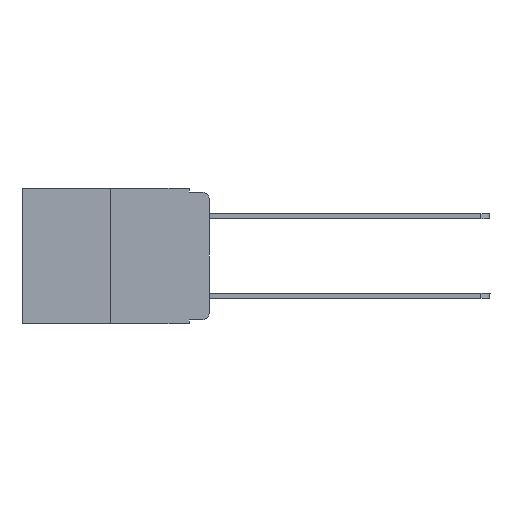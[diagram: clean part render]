
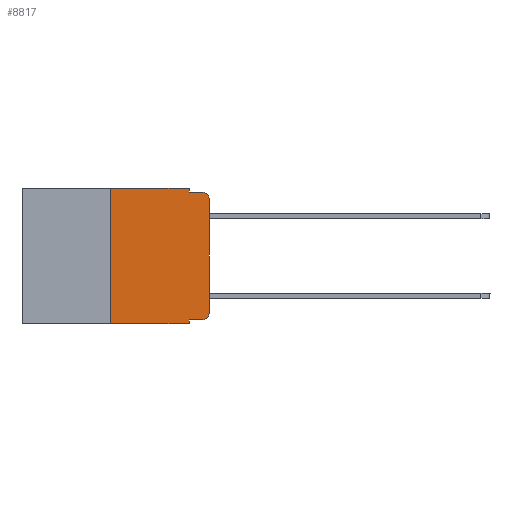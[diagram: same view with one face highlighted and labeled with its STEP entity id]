
A CAD part, left-side view. The second image highlights one B-rep face of the part: STEP entity #8817.
In plain terms, the highlighted planar face has unit normal (-1, 0, 0).
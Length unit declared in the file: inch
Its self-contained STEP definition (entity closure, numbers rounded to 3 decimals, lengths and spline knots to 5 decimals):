
#22 = ORIENTED_EDGE ( 'NONE', *, *, #923, .F. ) ;
#143 = EDGE_CURVE ( 'NONE', #5437, #5293, #2162, .T. ) ;
#379 = ORIENTED_EDGE ( 'NONE', *, *, #143, .F. ) ;
#388 = LINE ( 'NONE', #8852, #10865 ) ;
#816 = CARTESIAN_POINT ( 'NONE',  ( 0., 0.051, 0. ) ) ;
#923 = EDGE_CURVE ( 'NONE', #5293, #10051, #2863, .T. ) ;
#944 = EDGE_CURVE ( 'NONE', #3857, #6931, #8548, .T. ) ;
#963 = EDGE_CURVE ( 'NONE', #3857, #9078, #388, .T. ) ;
#1064 = CARTESIAN_POINT ( 'NONE',  ( 0., 0.02, -0.03 ) ) ;
#1104 = DIRECTION ( 'NONE',  ( 0., 0., -1. ) ) ;
#1179 = DIRECTION ( 'NONE',  ( -1., 0., 0. ) ) ;
#1362 = EDGE_CURVE ( 'NONE', #8019, #3232, #3626, .T. ) ;
#1825 = VECTOR ( 'NONE', #8820, 39.37008 ) ;
#1901 = DIRECTION ( 'NONE',  ( 0., -1., 0. ) ) ;
#1974 = DIRECTION ( 'NONE',  ( 0., -1., 0. ) ) ;
#2036 = CARTESIAN_POINT ( 'NONE',  ( 0., 0.02, -0.01 ) ) ;
#2046 = DIRECTION ( 'NONE',  ( 0., 0., -1. ) ) ;
#2087 = CARTESIAN_POINT ( 'NONE',  ( 0., 0.051, -0.01 ) ) ;
#2154 = DIRECTION ( 'NONE',  ( 0., 0., -1. ) ) ;
#2162 = LINE ( 'NONE', #816, #8265 ) ;
#2188 = DIRECTION ( 'NONE',  ( 0., 0., 1. ) ) ;
#2276 = CARTESIAN_POINT ( 'NONE',  ( 0., 0.473, -0.343 ) ) ;
#2306 = VERTEX_POINT ( 'NONE', #2742 ) ;
#2742 = CARTESIAN_POINT ( 'NONE',  ( 0., 0., -0.03 ) ) ;
#2855 = CARTESIAN_POINT ( 'NONE',  ( 0., 0.25, -0.343 ) ) ;
#2863 = LINE ( 'NONE', #5000, #1825 ) ;
#2967 = VERTEX_POINT ( 'NONE', #10439 ) ;
#3232 = VERTEX_POINT ( 'NONE', #11460 ) ;
#3340 = VECTOR ( 'NONE', #9815, 39.37008 ) ;
#3616 = DIRECTION ( 'NONE',  ( 0., 0., -1. ) ) ;
#3626 = CIRCLE ( 'NONE', #6022, 0.02 ) ;
#3663 = CARTESIAN_POINT ( 'NONE',  ( 0., 0.02, -0.333 ) ) ;
#3857 = VERTEX_POINT ( 'NONE', #2855 ) ;
#3860 = VECTOR ( 'NONE', #1901, 39.37008 ) ;
#4499 = ORIENTED_EDGE ( 'NONE', *, *, #10024, .T. ) ;
#4586 = LINE ( 'NONE', #10453, #3860 ) ;
#4889 = DIRECTION ( 'NONE',  ( -1., 0., 0. ) ) ;
#4976 = ORIENTED_EDGE ( 'NONE', *, *, #9222, .F. ) ;
#5000 = CARTESIAN_POINT ( 'NONE',  ( 0., 0.051, -0.01 ) ) ;
#5179 = CARTESIAN_POINT ( 'NONE',  ( 0., 0.051, 0. ) ) ;
#5244 = AXIS2_PLACEMENT_3D ( 'NONE', #1064, #4889, #2046 ) ;
#5293 = VERTEX_POINT ( 'NONE', #2087 ) ;
#5437 = VERTEX_POINT ( 'NONE', #5179 ) ;
#5755 = LINE ( 'NONE', #8392, #6930 ) ;
#5763 = EDGE_CURVE ( 'NONE', #2967, #6931, #5755, .T. ) ;
#5943 = DIRECTION ( 'NONE',  ( 0., -1., 0. ) ) ;
#6022 = AXIS2_PLACEMENT_3D ( 'NONE', #7873, #1179, #2154 ) ;
#6116 = ORIENTED_EDGE ( 'NONE', *, *, #8731, .T. ) ;
#6291 = ORIENTED_EDGE ( 'NONE', *, *, #963, .F. ) ;
#6394 = LINE ( 'NONE', #8881, #3340 ) ;
#6441 = ORIENTED_EDGE ( 'NONE', *, *, #5763, .F. ) ;
#6645 = ORIENTED_EDGE ( 'NONE', *, *, #944, .T. ) ;
#6658 = CARTESIAN_POINT ( 'NONE',  ( 0., 0.473, 0. ) ) ;
#6817 = DIRECTION ( 'NONE',  ( 1., 0., 0. ) ) ;
#6930 = VECTOR ( 'NONE', #7414, 39.37008 ) ;
#6931 = VERTEX_POINT ( 'NONE', #9736 ) ;
#7253 = LINE ( 'NONE', #7569, #9862 ) ;
#7414 = DIRECTION ( 'NONE',  ( 0., 0., -1. ) ) ;
#7569 = CARTESIAN_POINT ( 'NONE',  ( 0., 0.473, 0. ) ) ;
#7575 = CIRCLE ( 'NONE', #5244, 0.02 ) ;
#7723 = PLANE ( 'NONE',  #8911 ) ;
#7873 = CARTESIAN_POINT ( 'NONE',  ( 0., 0.02, -0.313 ) ) ;
#7925 = EDGE_LOOP ( 'NONE', ( #10928, #6116, #22, #379, #4976, #6291, #6645, #6441, #4499, #10808 ) ) ;
#8004 = CARTESIAN_POINT ( 'NONE',  ( 0., 0.25, 0. ) ) ;
#8019 = VERTEX_POINT ( 'NONE', #3663 ) ;
#8265 = VECTOR ( 'NONE', #3616, 39.37008 ) ;
#8392 = CARTESIAN_POINT ( 'NONE',  ( 0., 0.051, 0. ) ) ;
#8498 = EDGE_CURVE ( 'NONE', #3232, #2306, #6394, .T. ) ;
#8548 = LINE ( 'NONE', #2276, #11148 ) ;
#8731 = EDGE_CURVE ( 'NONE', #2306, #10051, #7575, .T. ) ;
#8817 = ADVANCED_FACE ( 'NONE', ( #11899 ), #7723, .F. ) ;
#8820 = DIRECTION ( 'NONE',  ( 0., -1., 0. ) ) ;
#8852 = CARTESIAN_POINT ( 'NONE',  ( 0., 0.25, 0. ) ) ;
#8881 = CARTESIAN_POINT ( 'NONE',  ( 0., 0., 0. ) ) ;
#8911 = AXIS2_PLACEMENT_3D ( 'NONE', #6658, #6817, #1104 ) ;
#9078 = VERTEX_POINT ( 'NONE', #8004 ) ;
#9222 = EDGE_CURVE ( 'NONE', #9078, #5437, #7253, .T. ) ;
#9736 = CARTESIAN_POINT ( 'NONE',  ( 0., 0.051, -0.343 ) ) ;
#9815 = DIRECTION ( 'NONE',  ( 0., 0., 1. ) ) ;
#9862 = VECTOR ( 'NONE', #1974, 39.37008 ) ;
#10024 = EDGE_CURVE ( 'NONE', #2967, #8019, #4586, .T. ) ;
#10051 = VERTEX_POINT ( 'NONE', #2036 ) ;
#10439 = CARTESIAN_POINT ( 'NONE',  ( 0., 0.051, -0.333 ) ) ;
#10453 = CARTESIAN_POINT ( 'NONE',  ( 0., 0.051, -0.333 ) ) ;
#10808 = ORIENTED_EDGE ( 'NONE', *, *, #1362, .T. ) ;
#10865 = VECTOR ( 'NONE', #2188, 39.37008 ) ;
#10928 = ORIENTED_EDGE ( 'NONE', *, *, #8498, .T. ) ;
#11148 = VECTOR ( 'NONE', #5943, 39.37008 ) ;
#11460 = CARTESIAN_POINT ( 'NONE',  ( 0., 0., -0.313 ) ) ;
#11899 = FACE_OUTER_BOUND ( 'NONE', #7925, .T. ) ;
